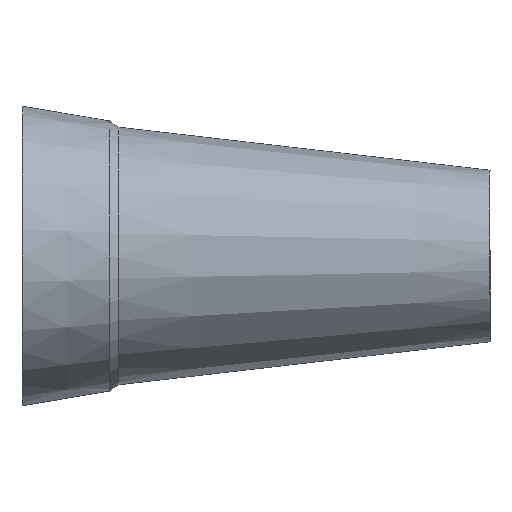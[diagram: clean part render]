
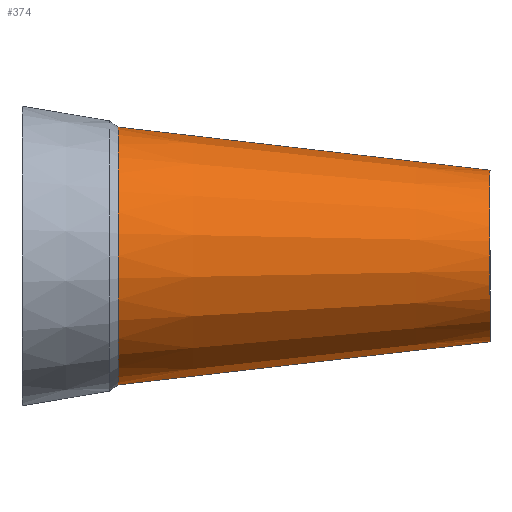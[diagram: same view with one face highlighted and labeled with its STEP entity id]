
A CAD part, left-side view. The second image highlights one B-rep face of the part: STEP entity #374.
In plain terms, the highlighted conical face has half-angle 6.6 degrees and reference radius 41.287 mm.
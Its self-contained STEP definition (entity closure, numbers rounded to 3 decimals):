
#5 = LINE ( 'NONE', #288, #510 ) ;
#18 = VERTEX_POINT ( 'NONE', #404 ) ;
#23 = VERTEX_POINT ( 'NONE', #512 ) ;
#49 = EDGE_CURVE ( 'NONE', #23, #449, #508, .T. ) ;
#64 = EDGE_CURVE ( 'NONE', #377, #18, #351, .T. ) ;
#72 = EDGE_LOOP ( 'NONE', ( #402, #168, #528, #331 ) ) ;
#164 = AXIS2_PLACEMENT_3D ( 'NONE', #606, #264, #269 ) ;
#168 = ORIENTED_EDGE ( 'NONE', *, *, #49, .T. ) ;
#175 = DIRECTION ( 'NONE',  ( 0., 0., 1. ) ) ;
#182 = DIRECTION ( 'NONE',  ( 0., 0.993, -0.115 ) ) ;
#207 = CARTESIAN_POINT ( 'NONE',  ( 0., 119.16, 0. ) ) ;
#262 = VECTOR ( 'NONE', #182, 1000. ) ;
#264 = DIRECTION ( 'NONE',  ( 0., -1., 0. ) ) ;
#269 = DIRECTION ( 'NONE',  ( 1., 0., 0. ) ) ;
#270 = EDGE_CURVE ( 'NONE', #449, #377, #5, .T. ) ;
#275 = EDGE_CURVE ( 'NONE', #23, #18, #551, .T. ) ;
#288 = CARTESIAN_POINT ( 'NONE',  ( 0., 119.16, 41.287 ) ) ;
#305 = DIRECTION ( 'NONE',  ( 0., 0., 1. ) ) ;
#331 = ORIENTED_EDGE ( 'NONE', *, *, #64, .T. ) ;
#351 = CIRCLE ( 'NONE', #164, 41.287 ) ;
#364 = CARTESIAN_POINT ( 'NONE',  ( 0., 0., 0. ) ) ;
#374 = ADVANCED_FACE ( 'NONE', ( #563 ), #390, .T. ) ;
#377 = VERTEX_POINT ( 'NONE', #444 ) ;
#378 = DIRECTION ( 'NONE',  ( 0., 0.993, 0.115 ) ) ;
#390 = CONICAL_SURFACE ( 'NONE', #530, 41.287, 0.115 ) ;
#402 = ORIENTED_EDGE ( 'NONE', *, *, #275, .F. ) ;
#404 = CARTESIAN_POINT ( 'NONE',  ( 0., 119.16, -41.287 ) ) ;
#405 = DIRECTION ( 'NONE',  ( 0., 1., 0. ) ) ;
#444 = CARTESIAN_POINT ( 'NONE',  ( 0., 119.16, 41.287 ) ) ;
#449 = VERTEX_POINT ( 'NONE', #636 ) ;
#508 = CIRCLE ( 'NONE', #627, 27.5 ) ;
#510 = VECTOR ( 'NONE', #378, 1000. ) ;
#512 = CARTESIAN_POINT ( 'NONE',  ( 0., 0., -27.5 ) ) ;
#520 = CARTESIAN_POINT ( 'NONE',  ( 0., 119.16, -41.287 ) ) ;
#528 = ORIENTED_EDGE ( 'NONE', *, *, #270, .T. ) ;
#530 = AXIS2_PLACEMENT_3D ( 'NONE', #207, #595, #305 ) ;
#551 = LINE ( 'NONE', #520, #262 ) ;
#563 = FACE_OUTER_BOUND ( 'NONE', #72, .T. ) ;
#595 = DIRECTION ( 'NONE',  ( 0., 1., 0. ) ) ;
#606 = CARTESIAN_POINT ( 'NONE',  ( 0., 119.16, 0. ) ) ;
#627 = AXIS2_PLACEMENT_3D ( 'NONE', #364, #405, #175 ) ;
#636 = CARTESIAN_POINT ( 'NONE',  ( 0., 0., 27.5 ) ) ;
